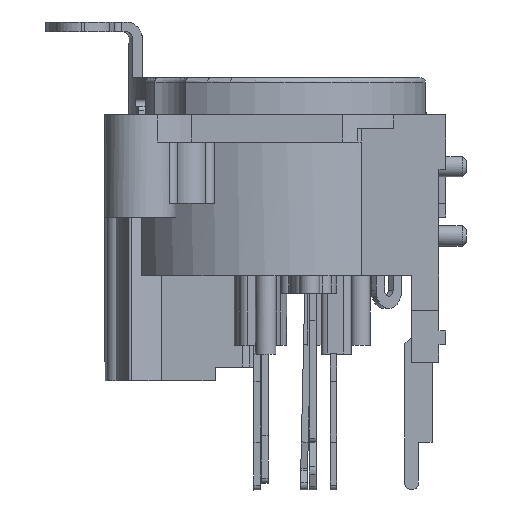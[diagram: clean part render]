
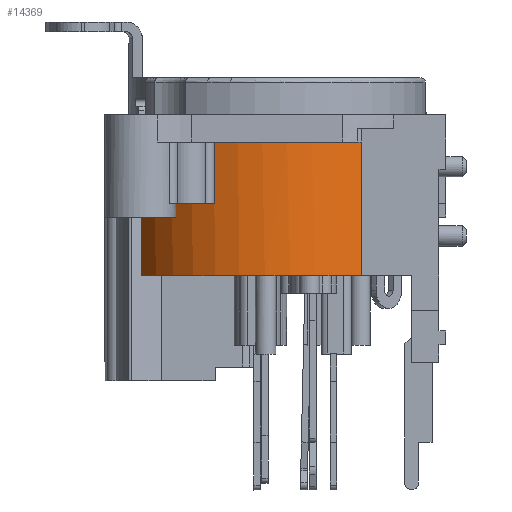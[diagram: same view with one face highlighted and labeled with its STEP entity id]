
A CAD part, left-side view. The second image highlights one B-rep face of the part: STEP entity #14369.
In plain terms, the highlighted cylindrical face has radius 11.002 mm (diameter 22.005 mm), a partial arc.
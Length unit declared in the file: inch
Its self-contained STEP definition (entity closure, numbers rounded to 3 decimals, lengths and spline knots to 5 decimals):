
#481=CIRCLE('',#14995,0.43317);
#482=CIRCLE('',#14996,0.43317);
#483=CIRCLE('',#14997,0.43317);
#484=CIRCLE('',#14998,0.43317);
#485=CIRCLE('',#14999,0.43317);
#828=CYLINDRICAL_SURFACE('',#14994,0.43317);
#1039=FACE_OUTER_BOUND('',#1529,.T.);
#1529=EDGE_LOOP('',(#10665,#10666,#10667,#10668,#10669,#10670,#10671,#10672,
#10673));
#2426=LINE('',#21607,#4158);
#2427=LINE('',#21611,#4159);
#2428=LINE('',#21615,#4160);
#2429=LINE('',#21619,#4161);
#4158=VECTOR('',#16577,0.17717);
#4159=VECTOR('',#16580,0.17717);
#4160=VECTOR('',#16583,0.38583);
#4161=VECTOR('',#16586,0.38583);
#6018=VERTEX_POINT('',#21605);
#6019=VERTEX_POINT('',#21606);
#6020=VERTEX_POINT('',#21608);
#6021=VERTEX_POINT('',#21610);
#6022=VERTEX_POINT('',#21612);
#6023=VERTEX_POINT('',#21614);
#6024=VERTEX_POINT('',#21616);
#6025=VERTEX_POINT('',#21618);
#6026=VERTEX_POINT('',#21620);
#8060=EDGE_CURVE('',#6018,#6019,#2426,.T.);
#8061=EDGE_CURVE('',#6020,#6018,#481,.T.);
#8062=EDGE_CURVE('',#6021,#6020,#2427,.T.);
#8063=EDGE_CURVE('',#6022,#6021,#482,.T.);
#8064=EDGE_CURVE('',#6023,#6022,#2428,.T.);
#8065=EDGE_CURVE('',#6024,#6023,#483,.T.);
#8066=EDGE_CURVE('',#6025,#6024,#2429,.T.);
#8067=EDGE_CURVE('',#6025,#6026,#484,.T.);
#8068=EDGE_CURVE('',#6019,#6026,#485,.T.);
#10665=ORIENTED_EDGE('',*,*,#8060,.F.);
#10666=ORIENTED_EDGE('',*,*,#8061,.F.);
#10667=ORIENTED_EDGE('',*,*,#8062,.F.);
#10668=ORIENTED_EDGE('',*,*,#8063,.F.);
#10669=ORIENTED_EDGE('',*,*,#8064,.F.);
#10670=ORIENTED_EDGE('',*,*,#8065,.F.);
#10671=ORIENTED_EDGE('',*,*,#8066,.F.);
#10672=ORIENTED_EDGE('',*,*,#8067,.T.);
#10673=ORIENTED_EDGE('',*,*,#8068,.F.);
#14369=ADVANCED_FACE('',(#1039),#828,.T.);
#14994=AXIS2_PLACEMENT_3D('',#21604,#16575,#16576);
#14995=AXIS2_PLACEMENT_3D('',#21609,#16578,#16579);
#14996=AXIS2_PLACEMENT_3D('',#21613,#16581,#16582);
#14997=AXIS2_PLACEMENT_3D('',#21617,#16584,#16585);
#14998=AXIS2_PLACEMENT_3D('',#21621,#16587,#16588);
#14999=AXIS2_PLACEMENT_3D('',#21622,#16589,#16590);
#16575=DIRECTION('center_axis',(0.,0.,1.));
#16576=DIRECTION('ref_axis',(-0.818,-0.575,0.));
#16577=DIRECTION('',(0.,0.,1.));
#16578=DIRECTION('center_axis',(0.,0.,1.));
#16579=DIRECTION('ref_axis',(-0.818,-0.575,0.));
#16580=DIRECTION('',(0.,0.,-1.));
#16581=DIRECTION('center_axis',(0.,0.,1.));
#16582=DIRECTION('ref_axis',(-0.818,-0.575,0.));
#16583=DIRECTION('',(0.,0.,1.));
#16584=DIRECTION('center_axis',(0.,0.,-1.));
#16585=DIRECTION('ref_axis',(-0.818,-0.575,0.));
#16586=DIRECTION('',(0.,0.,-1.));
#16587=DIRECTION('center_axis',(0.,0.,-1.));
#16588=DIRECTION('ref_axis',(-0.818,-0.575,0.));
#16589=DIRECTION('center_axis',(0.,0.,1.));
#16590=DIRECTION('ref_axis',(-0.818,-0.575,0.));
#21604=CARTESIAN_POINT('Origin',(-0.02207,-0.18339,
-0.46457));
#21605=CARTESIAN_POINT('',(-0.41798,-0.00762,-0.25591));
#21606=CARTESIAN_POINT('',(-0.41798,-0.00762,-0.07874));
#21607=CARTESIAN_POINT('',(-0.41798,-0.00762,-0.46457));
#21608=CARTESIAN_POINT('',(-0.28261,0.16267,-0.25591));
#21609=CARTESIAN_POINT('Origin',(-0.02207,-0.18339,
-0.25591));
#21610=CARTESIAN_POINT('',(-0.28261,0.16267,-0.07874));
#21611=CARTESIAN_POINT('',(-0.28261,0.16267,-0.46457));
#21612=CARTESIAN_POINT('',(-0.22108,0.20136,-0.07874));
#21613=CARTESIAN_POINT('Origin',(-0.02207,-0.18339,
-0.07874));
#21614=CARTESIAN_POINT('',(-0.22108,0.20136,-0.46457));
#21615=CARTESIAN_POINT('',(-0.22108,0.20136,-0.46457));
#21616=CARTESIAN_POINT('',(-0.3764,-0.43256,-0.46457));
#21617=CARTESIAN_POINT('Origin',(-0.02207,-0.18339,
-0.46457));
#21618=CARTESIAN_POINT('',(-0.3764,-0.43256,-0.07874));
#21619=CARTESIAN_POINT('',(-0.3764,-0.43256,-0.46457));
#21620=CARTESIAN_POINT('',(-0.38517,-0.41961,-0.07874));
#21621=CARTESIAN_POINT('Origin',(-0.02207,-0.18339,
-0.07874));
#21622=CARTESIAN_POINT('Origin',(-0.02207,-0.18339,
-0.07874));
